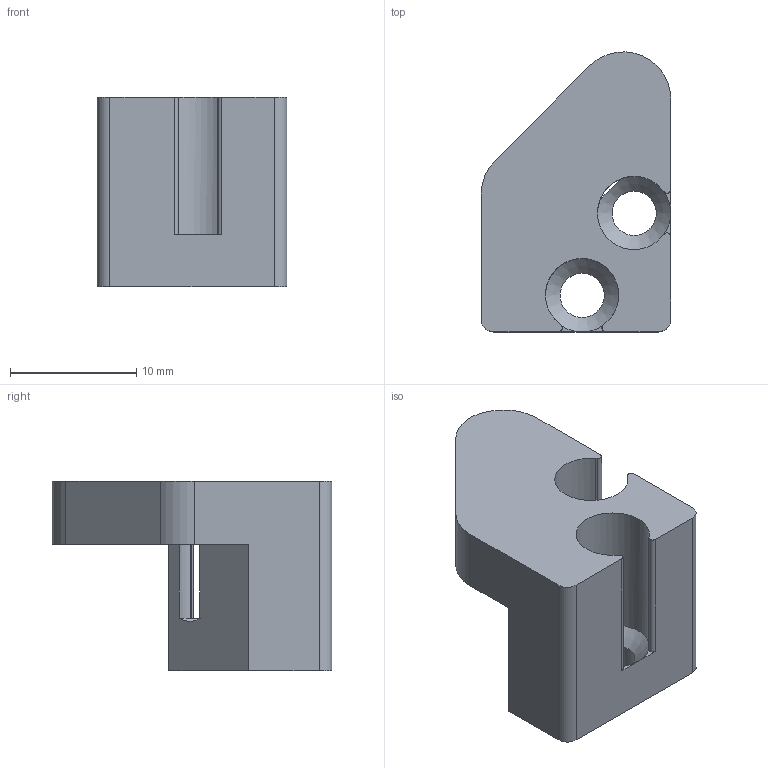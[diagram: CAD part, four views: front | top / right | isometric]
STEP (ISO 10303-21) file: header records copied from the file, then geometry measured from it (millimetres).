
FILE_DESCRIPTION(/* description */ (''),/* implementation_level */ '2;1');
FILE_NAME(/* name */ 'RailMountTop.step',/* time_stamp */ '2021-11-29T17:01:51+01:00',/* author */ (''),/* organization */ (''),/* preprocessor_version */ 'ST-DEVELOPER v18.1',/* originating_system */ 'Autodesk Translation Framework v10.10.0.1391',/* authorisation */ '');
FILE_SCHEMA (('AUTOMOTIVE_DESIGN { 1 0 10303 214 3 1 1 }'));
Length unit declared in the file: millimetre
Products named in the file (1): RailMountTop
Bounding box: 15 x 22.14 x 15 mm (x, y, z)
Volume: 2018.6 mm3; surface area: 1768.6 mm2
Topology: 1 solids, 1 shells, 36 faces, 99 edges, 63 vertices
Faces by surface type: plane 20, cylinder 14, cone 2
Full cylindrical faces by diameter (mm): 3.5 x2, 4.4 x2
Entity records: 1190 total; most frequent: DIRECTION 207, CARTESIAN_POINT 201, ORIENTED_EDGE 198, EDGE_CURVE 99, AXIS2_PLACEMENT_3D 72, LINE 63, VECTOR 63, VERTEX_POINT 63
